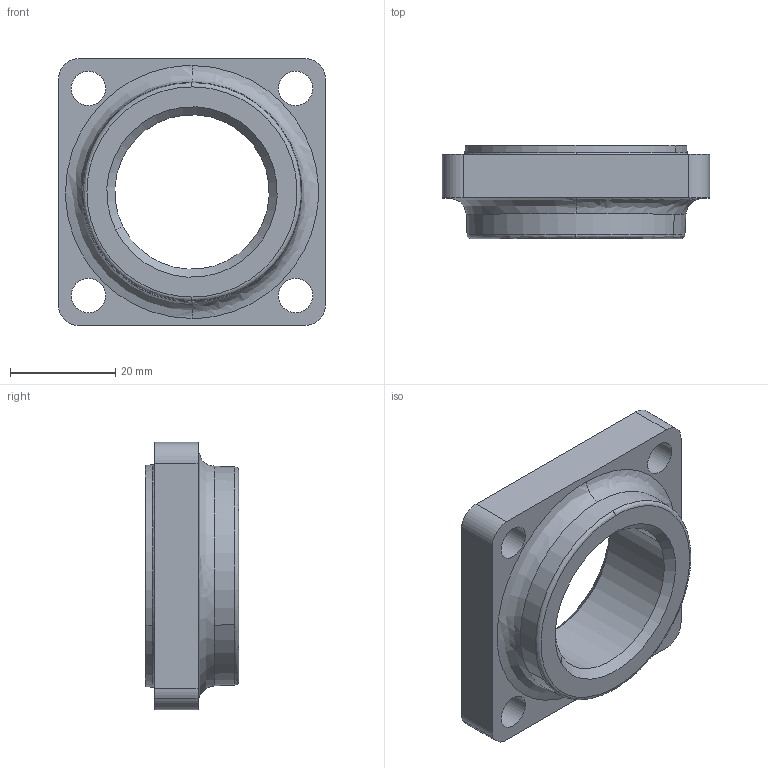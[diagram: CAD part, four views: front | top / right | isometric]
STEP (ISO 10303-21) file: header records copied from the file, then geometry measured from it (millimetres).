
FILE_DESCRIPTION (( 'STEP AP203' ), '1' );
FILE_NAME ('EC-2081.step', '2024-08-21T11:25:27', ( '' ), ( '' ), 'SwSTEP 2.0', 'SolidWorks 2023', '' );
FILE_SCHEMA (( 'CONFIG_CONTROL_DESIGN' ));
Length unit declared in the file: inch
Products named in the file (1): EC-2081
Bounding box: 50.8 x 17.78 x 50.8 mm (x, y, z)
Volume: 21122.6 mm3; surface area: 8256.6 mm2
Topology: 1 solids, 1 shells, 39 faces, 105 edges, 70 vertices
Faces by surface type: cylinder 15, bspline 8, cone 8, plane 8
Entity records: 2527 total; most frequent: CARTESIAN_POINT 1442, DIRECTION 215, ORIENTED_EDGE 210, EDGE_CURVE 105, AXIS2_PLACEMENT_3D 90, VERTEX_POINT 70, CIRCLE 58, EDGE_LOOP 51
